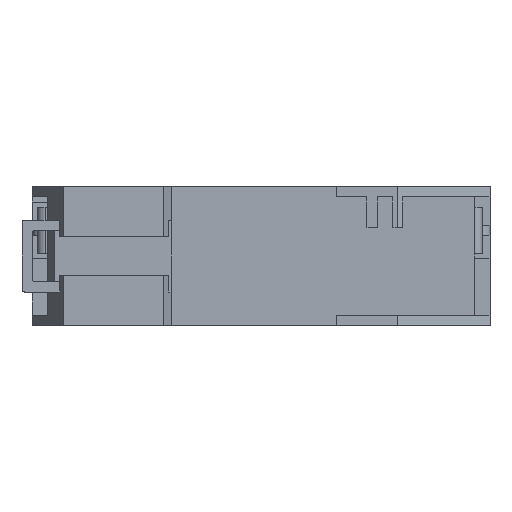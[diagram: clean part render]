
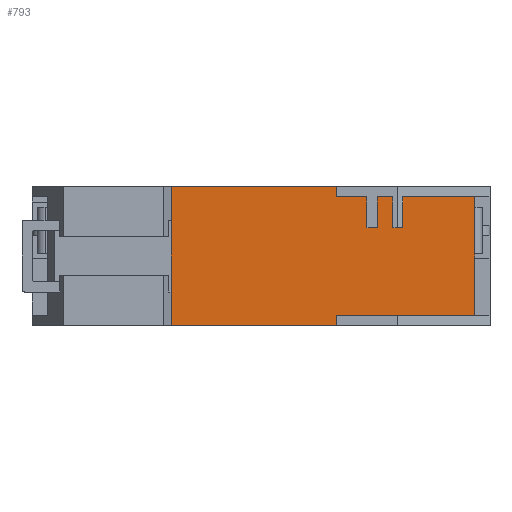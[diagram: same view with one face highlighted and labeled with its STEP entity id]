
A CAD part, front view. The second image highlights one B-rep face of the part: STEP entity #793.
In plain terms, the highlighted planar face has unit normal (0, -1, 0).
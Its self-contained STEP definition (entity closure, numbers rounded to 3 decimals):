
#793 = ADVANCED_FACE( '', ( #1799 ), #1800, .T. );
#1799 = FACE_OUTER_BOUND( '', #3059, .T. );
#1800 = PLANE( '', #3060 );
#3059 = EDGE_LOOP( '', ( #5413, #5414, #5415, #5416, #5417, #5418, #5419, #5420, #5421, #5422, #5423, #5424, #5425, #5426, #5427, #5428 ) );
#3060 = AXIS2_PLACEMENT_3D( '', #5429, #5430, #5431 );
#5413 = ORIENTED_EDGE( '', *, *, #8276, .T. );
#5414 = ORIENTED_EDGE( '', *, *, #8277, .T. );
#5415 = ORIENTED_EDGE( '', *, *, #8278, .F. );
#5416 = ORIENTED_EDGE( '', *, *, #7828, .T. );
#5417 = ORIENTED_EDGE( '', *, *, #8030, .T. );
#5418 = ORIENTED_EDGE( '', *, *, #8259, .F. );
#5419 = ORIENTED_EDGE( '', *, *, #8279, .F. );
#5420 = ORIENTED_EDGE( '', *, *, #7875, .F. );
#5421 = ORIENTED_EDGE( '', *, *, #8148, .F. );
#5422 = ORIENTED_EDGE( '', *, *, #7977, .F. );
#5423 = ORIENTED_EDGE( '', *, *, #8280, .F. );
#5424 = ORIENTED_EDGE( '', *, *, #8281, .F. );
#5425 = ORIENTED_EDGE( '', *, *, #8001, .F. );
#5426 = ORIENTED_EDGE( '', *, *, #8282, .F. );
#5427 = ORIENTED_EDGE( '', *, *, #8283, .F. );
#5428 = ORIENTED_EDGE( '', *, *, #7541, .F. );
#5429 = CARTESIAN_POINT( '', ( 17.5, -42.5, 0. ) );
#5430 = DIRECTION( '', ( 0., -1., 0. ) );
#5431 = DIRECTION( '', ( 0., 0., -1. ) );
#7541 = EDGE_CURVE( '', #9106, #9109, #9110, .T. );
#7828 = EDGE_CURVE( '', #9596, #9594, #9597, .T. );
#7875 = EDGE_CURVE( '', #9679, #9673, #9681, .T. );
#7977 = EDGE_CURVE( '', #9843, #9845, #9846, .T. );
#8001 = EDGE_CURVE( '', #9881, #9882, #9883, .T. );
#8030 = EDGE_CURVE( '', #9594, #9927, #9929, .T. );
#8148 = EDGE_CURVE( '', #9845, #9679, #10106, .T. );
#8259 = EDGE_CURVE( '', #10261, #9927, #10263, .T. );
#8276 = EDGE_CURVE( '', #9106, #10289, #10290, .T. );
#8277 = EDGE_CURVE( '', #10289, #10291, #10292, .T. );
#8278 = EDGE_CURVE( '', #9596, #10291, #10293, .T. );
#8279 = EDGE_CURVE( '', #9673, #10261, #10294, .T. );
#8280 = EDGE_CURVE( '', #10295, #9843, #10296, .T. );
#8281 = EDGE_CURVE( '', #9882, #10295, #10297, .T. );
#8282 = EDGE_CURVE( '', #10298, #9881, #10299, .T. );
#8283 = EDGE_CURVE( '', #9109, #10298, #10300, .T. );
#9106 = VERTEX_POINT( '', #11363 );
#9109 = VERTEX_POINT( '', #11367 );
#9110 = LINE( '', #11368, #11369 );
#9594 = VERTEX_POINT( '', #12059 );
#9596 = VERTEX_POINT( '', #12062 );
#9597 = LINE( '', #12063, #12064 );
#9673 = VERTEX_POINT( '', #12170 );
#9679 = VERTEX_POINT( '', #12179 );
#9681 = LINE( '', #12182, #12183 );
#9843 = VERTEX_POINT( '', #12427 );
#9845 = VERTEX_POINT( '', #12430 );
#9846 = LINE( '', #12431, #12432 );
#9881 = VERTEX_POINT( '', #12484 );
#9882 = VERTEX_POINT( '', #12485 );
#9883 = LINE( '', #12486, #12487 );
#9927 = VERTEX_POINT( '', #12551 );
#9929 = LINE( '', #12554, #12555 );
#10106 = LINE( '', #12794, #12795 );
#10261 = VERTEX_POINT( '', #13026 );
#10263 = LINE( '', #13029, #13030 );
#10289 = VERTEX_POINT( '', #13063 );
#10290 = LINE( '', #13064, #13065 );
#10291 = VERTEX_POINT( '', #13066 );
#10292 = LINE( '', #13067, #13068 );
#10293 = LINE( '', #13069, #13070 );
#10294 = LINE( '', #13071, #13072 );
#10295 = VERTEX_POINT( '', #13073 );
#10296 = LINE( '', #13074, #13075 );
#10297 = LINE( '', #13076, #13077 );
#10298 = VERTEX_POINT( '', #13078 );
#10299 = LINE( '', #13079, #13080 );
#10300 = LINE( '', #13081, #13082 );
#11363 = CARTESIAN_POINT( '', ( 17.5, -42.5, 25. ) );
#11367 = CARTESIAN_POINT( '', ( 20.581, -42.5, 25. ) );
#11368 = CARTESIAN_POINT( '', ( 17.5, -42.5, 25. ) );
#11369 = VECTOR( '', #14125, 1000. );
#12059 = CARTESIAN_POINT( '', ( 17.5, -42.5, 0. ) );
#12062 = CARTESIAN_POINT( '', ( -17.5, -42.5, 0. ) );
#12063 = CARTESIAN_POINT( '', ( -17.5, -42.5, 0. ) );
#12064 = VECTOR( '', #14471, 1000. );
#12170 = CARTESIAN_POINT( '', ( 41.5, -42.5, 25. ) );
#12179 = CARTESIAN_POINT( '', ( 27.581, -42.5, 25. ) );
#12182 = CARTESIAN_POINT( '', ( 27.581, -42.5, 25. ) );
#12183 = VECTOR( '', #14533, 1000. );
#12427 = CARTESIAN_POINT( '', ( 25.581, -42.5, 19. ) );
#12430 = CARTESIAN_POINT( '', ( 27.581, -42.5, 19. ) );
#12431 = CARTESIAN_POINT( '', ( 25.581, -42.5, 19. ) );
#12432 = VECTOR( '', #14620, 1000. );
#12484 = CARTESIAN_POINT( '', ( 22.581, -42.5, 19. ) );
#12485 = CARTESIAN_POINT( '', ( 22.581, -42.5, 25. ) );
#12486 = CARTESIAN_POINT( '', ( 22.581, -42.5, 19. ) );
#12487 = VECTOR( '', #14638, 1000. );
#12551 = CARTESIAN_POINT( '', ( 17.5, -42.5, 2. ) );
#12554 = CARTESIAN_POINT( '', ( 17.5, -42.5, 0. ) );
#12555 = VECTOR( '', #14666, 1000. );
#12794 = CARTESIAN_POINT( '', ( 27.581, -42.5, 19. ) );
#12795 = VECTOR( '', #14807, 1000. );
#13026 = CARTESIAN_POINT( '', ( 41.5, -42.5, 2. ) );
#13029 = CARTESIAN_POINT( '', ( 41.5, -42.5, 2. ) );
#13030 = VECTOR( '', #14906, 1000. );
#13063 = CARTESIAN_POINT( '', ( 17.5, -42.5, 27. ) );
#13064 = CARTESIAN_POINT( '', ( 17.5, -42.5, 25. ) );
#13065 = VECTOR( '', #14929, 1000. );
#13066 = CARTESIAN_POINT( '', ( -17.5, -42.5, 27. ) );
#13067 = CARTESIAN_POINT( '', ( 17.5, -42.5, 27. ) );
#13068 = VECTOR( '', #14930, 1000. );
#13069 = CARTESIAN_POINT( '', ( -17.5, -42.5, 0. ) );
#13070 = VECTOR( '', #14931, 1000. );
#13071 = CARTESIAN_POINT( '', ( 41.5, -42.5, 25. ) );
#13072 = VECTOR( '', #14932, 1000. );
#13073 = CARTESIAN_POINT( '', ( 25.581, -42.5, 25. ) );
#13074 = CARTESIAN_POINT( '', ( 25.581, -42.5, 25. ) );
#13075 = VECTOR( '', #14933, 1000. );
#13076 = CARTESIAN_POINT( '', ( 22.581, -42.5, 25. ) );
#13077 = VECTOR( '', #14934, 1000. );
#13078 = CARTESIAN_POINT( '', ( 20.581, -42.5, 19. ) );
#13079 = CARTESIAN_POINT( '', ( 20.581, -42.5, 19. ) );
#13080 = VECTOR( '', #14935, 1000. );
#13081 = CARTESIAN_POINT( '', ( 20.581, -42.5, 25. ) );
#13082 = VECTOR( '', #14936, 1000. );
#14125 = DIRECTION( '', ( 1., 0., 0. ) );
#14471 = DIRECTION( '', ( 1., 0., 0. ) );
#14533 = DIRECTION( '', ( 1., 0., 0. ) );
#14620 = DIRECTION( '', ( 1., 0., 0. ) );
#14638 = DIRECTION( '', ( 0., 0., 1. ) );
#14666 = DIRECTION( '', ( 0., 0., 1. ) );
#14807 = DIRECTION( '', ( 0., 0., 1. ) );
#14906 = DIRECTION( '', ( -1., 0., 0. ) );
#14929 = DIRECTION( '', ( 0., 0., 1. ) );
#14930 = DIRECTION( '', ( -1., 0., 0. ) );
#14931 = DIRECTION( '', ( 0., 0., 1. ) );
#14932 = DIRECTION( '', ( 0., 0., -1. ) );
#14933 = DIRECTION( '', ( 0., 0., -1. ) );
#14934 = DIRECTION( '', ( 1., 0., 0. ) );
#14935 = DIRECTION( '', ( 1., 0., 0. ) );
#14936 = DIRECTION( '', ( 0., 0., -1. ) );
